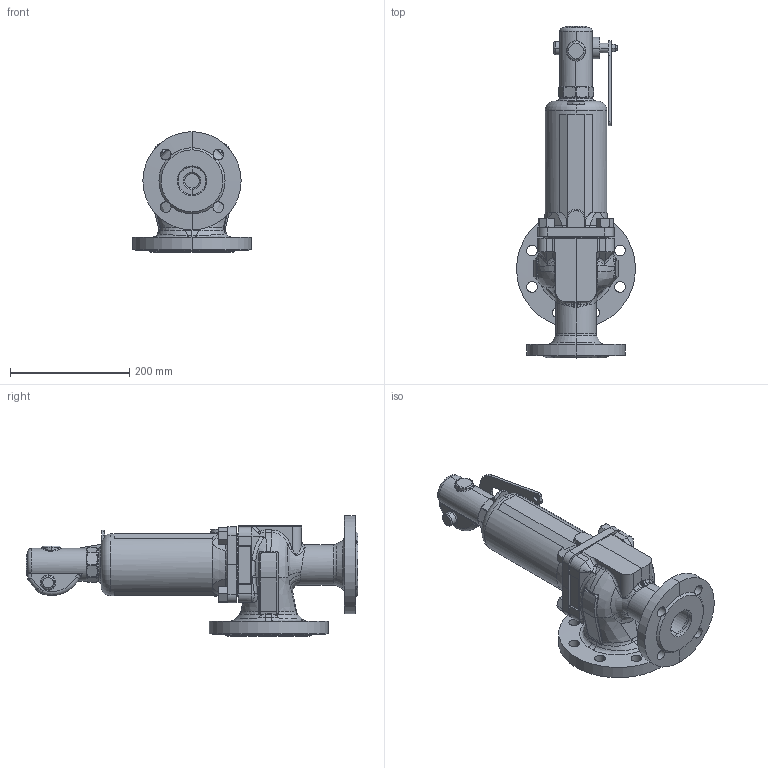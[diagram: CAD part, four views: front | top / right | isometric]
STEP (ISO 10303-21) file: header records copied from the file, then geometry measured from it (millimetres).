
FILE_DESCRIPTION((''),'2;1');
FILE_NAME('10000476033_G3D_000_ASM','2020-01-14T',('Stumpenhagen'),(''),'PRO/ENGINEER BY PARAMETRIC TECHNOLOGY CORPORATION, 2014430','PRO/ENGINEER BY PARAMETRIC TECHNOLOGY CORPORATION, 2014430','');
FILE_SCHEMA(('CONFIG_CONTROL_DESIGN'));
Length unit declared in the file: millimetre
Products named in the file (9): 10000476034_G3D_000; 10000476035_G3D_000; 10000469698_G3D_000; 10000469699_G3D_000; 10000469700_G3D_000; 10000469701_G3D_000; 10000469697_G3D_000_ASM; 10000476036_G3D_000; 10000476033_G3D_000_ASM
Assembly tree (11 placements, depth 3):
  10000476033_G3D_000_ASM
    10000476034_G3D_000
    10000476035_G3D_000
    10000469697_G3D_000_ASM
      10000469698_G3D_000
      10000469699_G3D_000
      10000469700_G3D_000
      10000469701_G3D_000
    10000476036_G3D_000  x4
Bounding box: 200 x 557.5 x 202.5 mm (x, y, z)
Volume: 2678540.2 mm3; surface area: 526039.5 mm2
Topology: 10 solids, 10 shells, 893 faces, 2181 edges, 1318 vertices
Faces by surface type: plane 234, bspline 230, cylinder 229, cone 130, torus 56, sphere 12, extrusion 2
Entity records: 36520 total; most frequent: CARTESIAN_POINT 19055, ORIENTED_EDGE 3958, DIRECTION 3126, EDGE_CURVE 1979, AXIS2_PLACEMENT_3D 1254, VERTEX_POINT 1198, EDGE_LOOP 871, FACE_OUTER_BOUND 809
